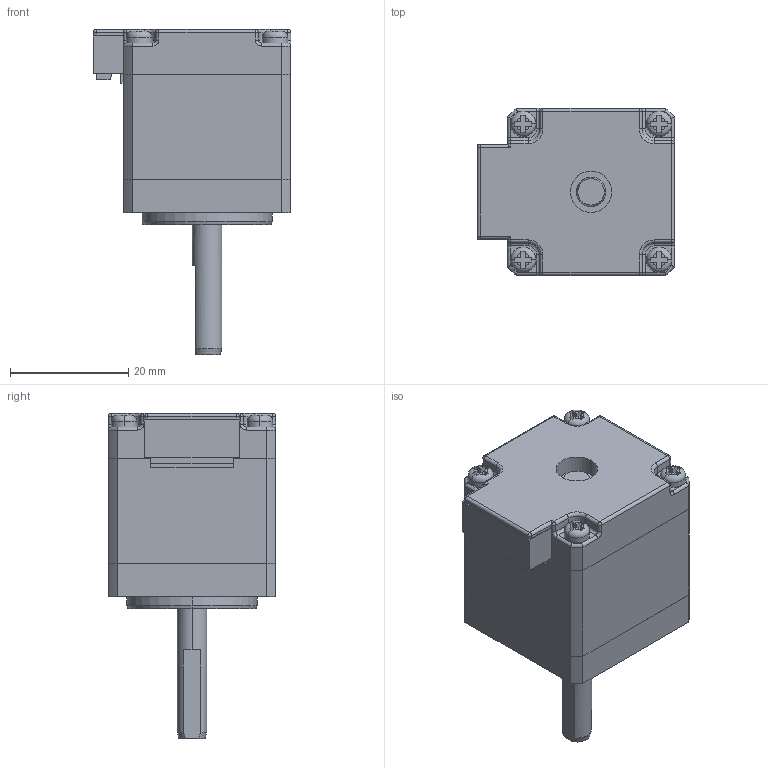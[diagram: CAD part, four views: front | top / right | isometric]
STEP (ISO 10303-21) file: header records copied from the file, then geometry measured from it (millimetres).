
FILE_DESCRIPTION((''),'2;1');
FILE_NAME('MS11HS1P','2020-12-01T14:38:56',('ms20301'),(''),'CREO PARAMETRIC BY PTC INC, 2018100','CREO PARAMETRIC BY PTC INC, 2018100','');
FILE_SCHEMA(('CONFIG_CONTROL_DESIGN'));
Length unit declared in the file: millimetre
Products named in the file (1): MS11HS1P
Bounding box: 33.4 x 28.3 x 55 mm (x, y, z)
Volume: 25958.2 mm3; surface area: 6888.8 mm2
Topology: 1 solids, 5 shells, 469 faces, 1218 edges, 748 vertices
Faces by surface type: plane 320, cylinder 90, torus 28, cone 21, sphere 10
Entity records: 14249 total; most frequent: CARTESIAN_POINT 2813, ORIENTED_EDGE 2384, DIRECTION 2313, EDGE_CURVE 1200, VECTOR 875, LINE 875, VERTEX_POINT 748, AXIS2_PLACEMENT_3D 719
